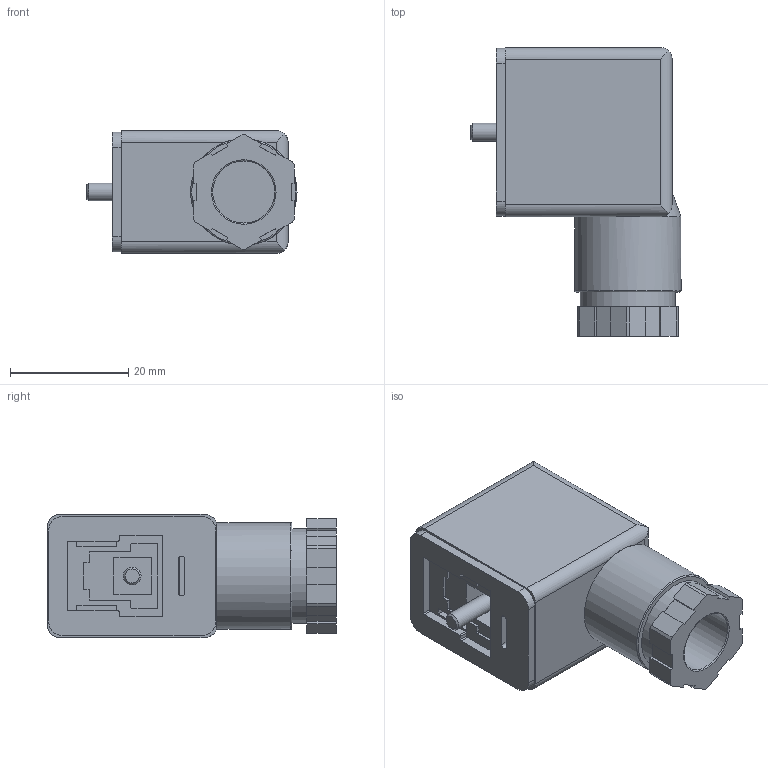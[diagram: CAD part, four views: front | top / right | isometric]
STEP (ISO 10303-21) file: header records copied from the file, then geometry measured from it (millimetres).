
FILE_DESCRIPTION(/* description */ ('STEP AP214'),/* implementation_level */ '2;1');
FILE_NAME(/* name */ '539710_MSSD-F-M16',/* time_stamp */ '2024-09-11T20:23:20+02:00',/* author */ ('License CC BY-ND 4.0'),/* organization */ ('CADENAS'),/* preprocessor_version */ 'ST-DEVELOPER v19.3',/* originating_system */ 'PARTsolutions',/* authorisation */ ' ');
FILE_SCHEMA (('AUTOMOTIVE_DESIGN {1 0 10303 214 3 1 1}'));
Length unit declared in the file: millimetre
Products named in the file (1): 539710 MSSD-F-M16---(0)
Bounding box: 35.5 x 48.8 x 20.8 mm (x, y, z)
Volume: 20708 mm3; surface area: 7029.4 mm2
Topology: 1 solids, 1 shells, 169 faces, 448 edges, 294 vertices
Faces by surface type: plane 116, cylinder 47, cone 4, torus 2
Full cylindrical faces by diameter (mm): 3 x1, 5.5 x1, 6 x1, 10.5 x1, 16 x1, 18 x1
Entity records: 6369 total; most frequent: CARTESIAN_POINT 922, DIRECTION 882, ORIENTED_EDGE 870, EDGE_CURVE 435, LINE 318, VECTOR 318, VERTEX_POINT 290, AXIS2_PLACEMENT_3D 282
